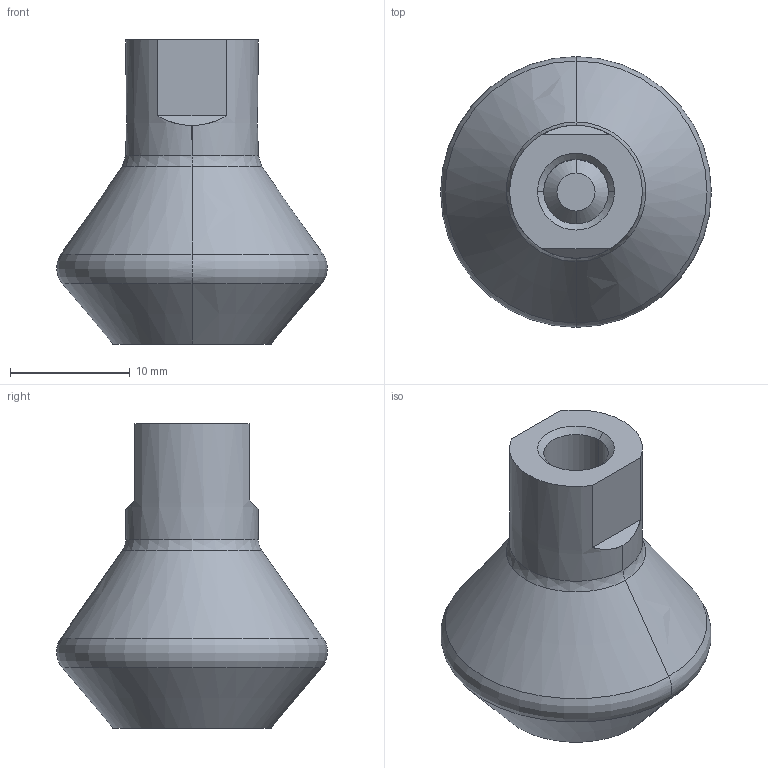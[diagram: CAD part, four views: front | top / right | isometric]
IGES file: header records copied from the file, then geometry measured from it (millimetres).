
Start section:  PTC IGES file: ilc66101501.igs
Global section: file name: ilc66101501.igs; native system: Creo Parametric by Parametric Technology Corporation; preprocessor: 2017170; author: rkuestersteffen; organization: Unknown; date: 20210428.091018; units: inch
Bounding box: 22.63 x 22.63 x 25.4 mm (x, y, z)
Surface area: 1999.3 mm2 (no closed solid volume)
Topology: 0 solids, 0 shells, 35 faces, 230 edges, 290 vertices
Faces by surface type: revolution 20, bspline 15
